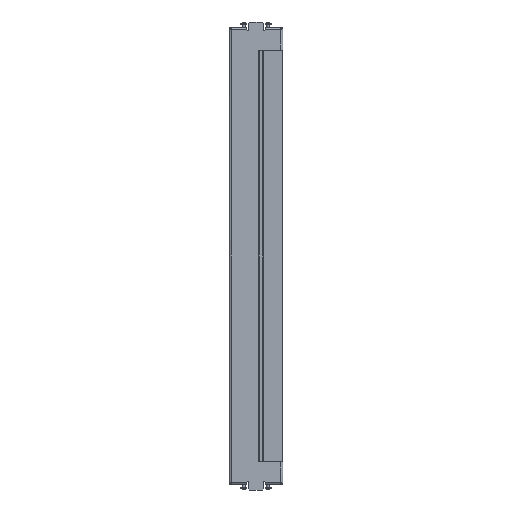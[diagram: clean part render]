
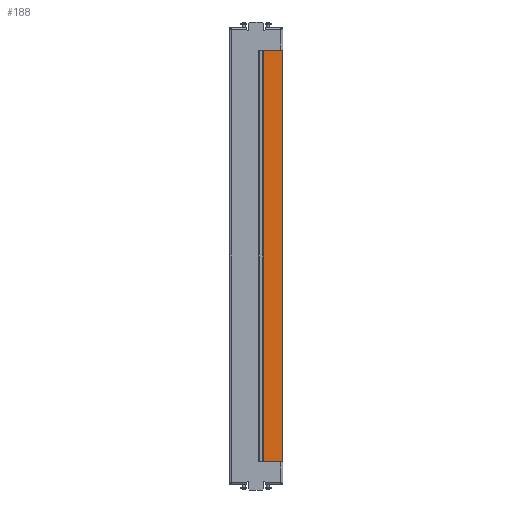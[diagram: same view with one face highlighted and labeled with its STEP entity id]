
A CAD part, left-side view. The second image highlights one B-rep face of the part: STEP entity #188.
In plain terms, the highlighted face is planar.
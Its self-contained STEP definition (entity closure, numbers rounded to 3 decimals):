
#45 = ORIENTED_EDGE ( 'NONE', *, *, #8811, .T. ) ;
#188 = ADVANCED_FACE ( 'NONE', ( #4139 ), #12877, .F. ) ;
#269 = VERTEX_POINT ( 'NONE', #14174 ) ;
#450 = CARTESIAN_POINT ( 'NONE',  ( 375., -48., -3.528 ) ) ;
#833 = LINE ( 'NONE', #3166, #4424 ) ;
#1825 = CARTESIAN_POINT ( 'NONE',  ( 375., -13., -2. ) ) ;
#1967 = EDGE_CURVE ( 'NONE', #7649, #269, #3881, .T. ) ;
#3122 = DIRECTION ( 'NONE',  ( 0., 0.999, 0.044 ) ) ;
#3166 = CARTESIAN_POINT ( 'NONE',  ( -375., -48., -3.528 ) ) ;
#3881 = LINE ( 'NONE', #1825, #8559 ) ;
#4139 = FACE_OUTER_BOUND ( 'NONE', #7989, .T. ) ;
#4326 = ORIENTED_EDGE ( 'NONE', *, *, #8485, .T. ) ;
#4424 = VECTOR ( 'NONE', #3122, 1000. ) ;
#4867 = EDGE_CURVE ( 'NONE', #7409, #7649, #10403, .T. ) ;
#5035 = DIRECTION ( 'NONE',  ( 0., 0.999, 0.044 ) ) ;
#5386 = AXIS2_PLACEMENT_3D ( 'NONE', #11736, #8435, #6279 ) ;
#5645 = VERTEX_POINT ( 'NONE', #7305 ) ;
#6220 = DIRECTION ( 'NONE',  ( -1., 0., 0. ) ) ;
#6279 = DIRECTION ( 'NONE',  ( 0., -0.999, -0.044 ) ) ;
#7305 = CARTESIAN_POINT ( 'NONE',  ( -375., -48., -3.528 ) ) ;
#7409 = VERTEX_POINT ( 'NONE', #450 ) ;
#7649 = VERTEX_POINT ( 'NONE', #12760 ) ;
#7989 = EDGE_LOOP ( 'NONE', ( #4326, #12403, #14168, #45 ) ) ;
#8435 = DIRECTION ( 'NONE',  ( 0., -0.044, 0.999 ) ) ;
#8485 = EDGE_CURVE ( 'NONE', #5645, #269, #833, .T. ) ;
#8559 = VECTOR ( 'NONE', #6220, 1000. ) ;
#8811 = EDGE_CURVE ( 'NONE', #7409, #5645, #11343, .T. ) ;
#10403 = LINE ( 'NONE', #13733, #13338 ) ;
#11343 = LINE ( 'NONE', #13716, #13073 ) ;
#11569 = DIRECTION ( 'NONE',  ( -1., 0., 0. ) ) ;
#11736 = CARTESIAN_POINT ( 'NONE',  ( 375., -48., -3.528 ) ) ;
#12403 = ORIENTED_EDGE ( 'NONE', *, *, #1967, .F. ) ;
#12760 = CARTESIAN_POINT ( 'NONE',  ( 375., -13., -2. ) ) ;
#12877 = PLANE ( 'NONE',  #5386 ) ;
#13073 = VECTOR ( 'NONE', #11569, 1000. ) ;
#13338 = VECTOR ( 'NONE', #5035, 1000. ) ;
#13716 = CARTESIAN_POINT ( 'NONE',  ( 375., -48., -3.528 ) ) ;
#13733 = CARTESIAN_POINT ( 'NONE',  ( 375., -48., -3.528 ) ) ;
#14168 = ORIENTED_EDGE ( 'NONE', *, *, #4867, .F. ) ;
#14174 = CARTESIAN_POINT ( 'NONE',  ( -375., -13., -2. ) ) ;
